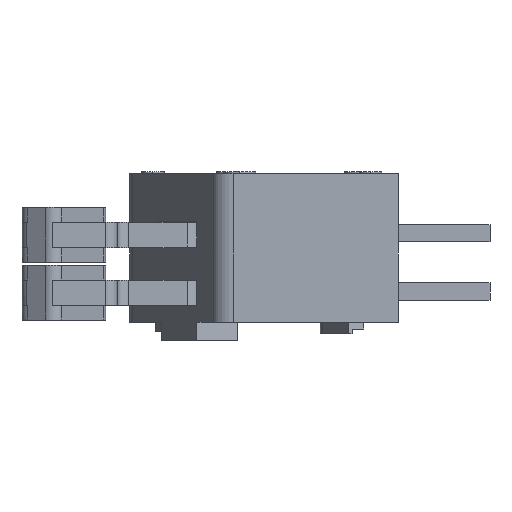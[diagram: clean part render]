
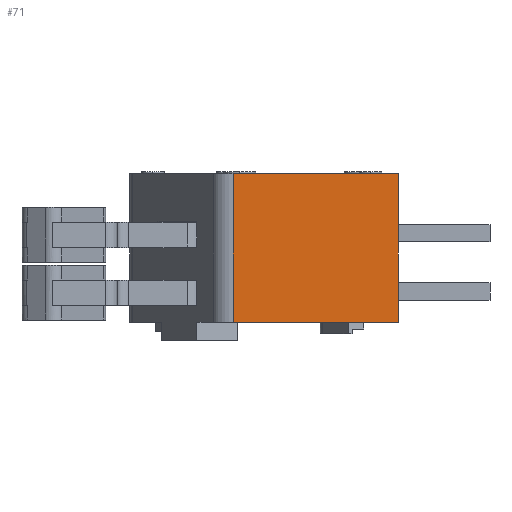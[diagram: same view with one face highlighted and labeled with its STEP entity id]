
A CAD part, left-side view. The second image highlights one B-rep face of the part: STEP entity #71.
In plain terms, the highlighted planar face has unit normal (-1, 0, 0).
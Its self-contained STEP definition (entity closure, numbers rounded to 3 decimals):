
#71 = ADVANCED_FACE ( 'NONE', ( #1257 ), #3069, .F. ) ;
#350 = DIRECTION ( 'NONE',  ( 0., 0., 1. ) ) ;
#424 = VERTEX_POINT ( 'NONE', #3092 ) ;
#659 = ORIENTED_EDGE ( 'NONE', *, *, #1289, .F. ) ;
#698 = ORIENTED_EDGE ( 'NONE', *, *, #4413, .F. ) ;
#806 = DIRECTION ( 'NONE',  ( 1., 0., 0. ) ) ;
#892 = VECTOR ( 'NONE', #5859, 1000. ) ;
#1055 = CARTESIAN_POINT ( 'NONE',  ( -7.5, 0., 6.48 ) ) ;
#1240 = CARTESIAN_POINT ( 'NONE',  ( -7.5, 7.217, 6.48 ) ) ;
#1257 = FACE_OUTER_BOUND ( 'NONE', #5813, .T. ) ;
#1289 = EDGE_CURVE ( 'NONE', #2210, #2043, #2535, .T. ) ;
#1332 = EDGE_CURVE ( 'NONE', #424, #2043, #2477, .T. ) ;
#1509 = VECTOR ( 'NONE', #350, 1000. ) ;
#1711 = CARTESIAN_POINT ( 'NONE',  ( -7.5, 7.217, 0. ) ) ;
#1767 = AXIS2_PLACEMENT_3D ( 'NONE', #4893, #806, #2625 ) ;
#2027 = CARTESIAN_POINT ( 'NONE',  ( -7.5, 0., 5.08 ) ) ;
#2043 = VERTEX_POINT ( 'NONE', #1055 ) ;
#2102 = VERTEX_POINT ( 'NONE', #1711 ) ;
#2210 = VERTEX_POINT ( 'NONE', #1240 ) ;
#2253 = VECTOR ( 'NONE', #5757, 1000. ) ;
#2477 = LINE ( 'NONE', #2027, #2253 ) ;
#2535 = LINE ( 'NONE', #5197, #5489 ) ;
#2625 = DIRECTION ( 'NONE',  ( 0., 0., -1. ) ) ;
#3069 = PLANE ( 'NONE',  #1767 ) ;
#3092 = CARTESIAN_POINT ( 'NONE',  ( -7.5, 0., 0. ) ) ;
#3358 = EDGE_CURVE ( 'NONE', #2102, #2210, #4315, .T. ) ;
#3527 = LINE ( 'NONE', #4879, #892 ) ;
#3948 = ORIENTED_EDGE ( 'NONE', *, *, #3358, .F. ) ;
#4315 = LINE ( 'NONE', #5241, #1509 ) ;
#4413 = EDGE_CURVE ( 'NONE', #424, #2102, #3527, .T. ) ;
#4879 = CARTESIAN_POINT ( 'NONE',  ( -7.5, 7.217, 0. ) ) ;
#4893 = CARTESIAN_POINT ( 'NONE',  ( -7.5, 7.217, 5.08 ) ) ;
#5197 = CARTESIAN_POINT ( 'NONE',  ( -7.5, 7.217, 6.48 ) ) ;
#5241 = CARTESIAN_POINT ( 'NONE',  ( -7.5, 7.217, 5.08 ) ) ;
#5292 = ORIENTED_EDGE ( 'NONE', *, *, #1332, .T. ) ;
#5489 = VECTOR ( 'NONE', #5639, 1000. ) ;
#5639 = DIRECTION ( 'NONE',  ( 0., -1., 0. ) ) ;
#5757 = DIRECTION ( 'NONE',  ( 0., 0., 1. ) ) ;
#5813 = EDGE_LOOP ( 'NONE', ( #5292, #659, #3948, #698 ) ) ;
#5859 = DIRECTION ( 'NONE',  ( 0., 1., 0. ) ) ;
